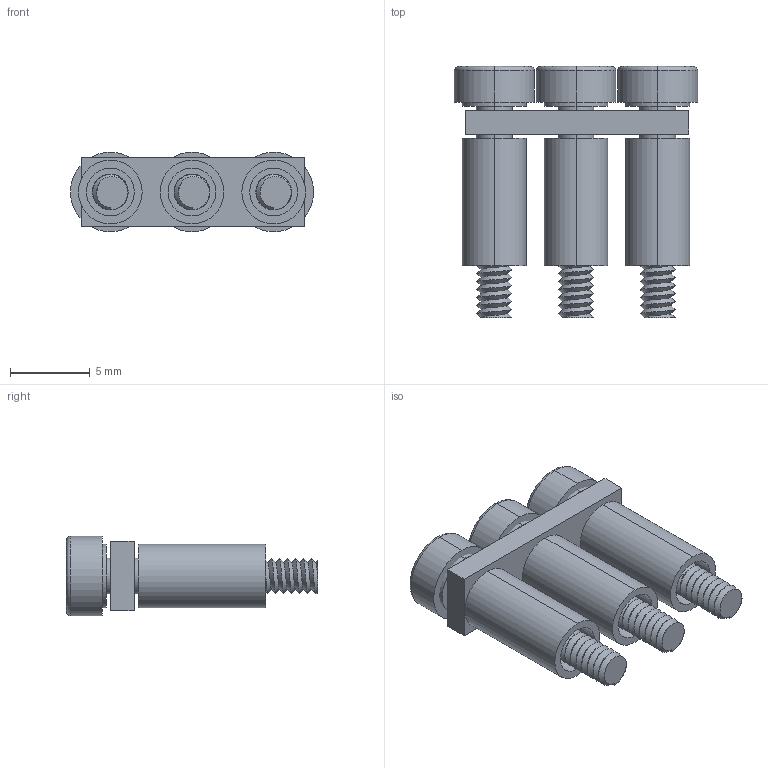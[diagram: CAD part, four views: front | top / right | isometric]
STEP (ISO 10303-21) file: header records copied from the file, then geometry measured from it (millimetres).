
FILE_DESCRIPTION (( 'STEP AP214' ), '1' );
FILE_NAME ('KN-3J12.step', '2015-05-04T11:22:22', ( '' ), ( '' ), 'SwSTEP 2.0', 'SolidWorks 2014', '' );
FILE_SCHEMA (( 'AUTOMOTIVE_DESIGN' ));
Length unit declared in the file: millimetre
Products named in the file (1): KN-3J12
Bounding box: 15.25 x 15.75 x 5 mm (x, y, z)
Volume: 498.9 mm3; surface area: 1444.3 mm2
Topology: 10 solids, 10 shells, 102 faces, 222 edges, 143 vertices
Faces by surface type: plane 45, cylinder 39, bspline 12, torus 6
Entity records: 6136 total; most frequent: CARTESIAN_POINT 2871, DIRECTION 467, ORIENTED_EDGE 444, EDGE_CURVE 222, AXIS2_PLACEMENT_3D 184, VERTEX_POINT 143, EDGE_LOOP 117, FACE_OUTER_BOUND 102
